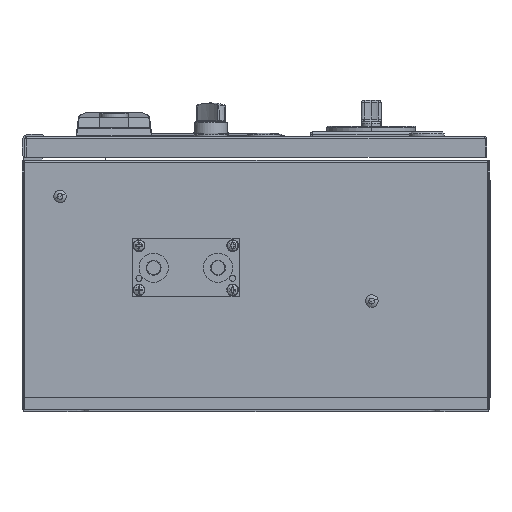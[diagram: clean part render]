
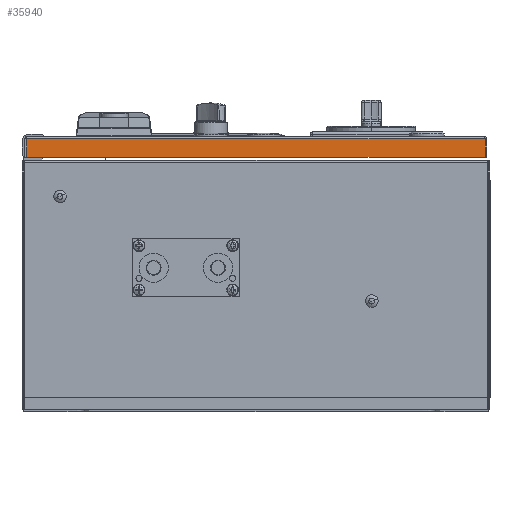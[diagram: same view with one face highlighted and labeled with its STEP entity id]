
A CAD part, front view. The second image highlights one B-rep face of the part: STEP entity #35940.
In plain terms, the highlighted planar face has unit normal (0, -1, 0).
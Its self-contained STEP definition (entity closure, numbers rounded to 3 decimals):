
#1034 = DIRECTION ( 'NONE',  ( 0., 0., -1. ) ) ;
#1387 = VECTOR ( 'NONE', #35969, 1000. ) ;
#1533 = VERTEX_POINT ( 'NONE', #6018 ) ;
#2106 = VECTOR ( 'NONE', #34061, 1000. ) ;
#2903 = VERTEX_POINT ( 'NONE', #37516 ) ;
#3285 = EDGE_CURVE ( 'NONE', #29408, #1533, #10943, .T. ) ;
#3443 = EDGE_CURVE ( 'NONE', #2903, #18443, #31371, .T. ) ;
#4872 = FACE_OUTER_BOUND ( 'NONE', #29526, .T. ) ;
#4929 = LINE ( 'NONE', #20350, #11804 ) ;
#5695 = VECTOR ( 'NONE', #1034, 1000. ) ;
#6018 = CARTESIAN_POINT ( 'NONE',  ( 395.829, 2.25, 233.1 ) ) ;
#7728 = ORIENTED_EDGE ( 'NONE', *, *, #3285, .F. ) ;
#10943 = LINE ( 'NONE', #14097, #1387 ) ;
#11804 = VECTOR ( 'NONE', #17633, 1000. ) ;
#14097 = CARTESIAN_POINT ( 'NONE',  ( 199.9, 2.25, 233.1 ) ) ;
#17171 = EDGE_CURVE ( 'NONE', #1533, #18443, #22515, .T. ) ;
#17633 = DIRECTION ( 'NONE',  ( 0., 0., -1. ) ) ;
#18443 = VERTEX_POINT ( 'NONE', #30807 ) ;
#20287 = DIRECTION ( 'NONE',  ( 0., 1., 0. ) ) ;
#20350 = CARTESIAN_POINT ( 'NONE',  ( 3.971, 2.25, 235.1 ) ) ;
#21349 = CARTESIAN_POINT ( 'NONE',  ( 395.9, 2.25, 217.6 ) ) ;
#22515 = LINE ( 'NONE', #29601, #5695 ) ;
#24033 = DIRECTION ( 'NONE',  ( 0., 0., 1. ) ) ;
#25261 = ORIENTED_EDGE ( 'NONE', *, *, #17171, .F. ) ;
#26563 = ORIENTED_EDGE ( 'NONE', *, *, #3443, .T. ) ;
#26958 = PLANE ( 'NONE',  #27466 ) ;
#27105 = ORIENTED_EDGE ( 'NONE', *, *, #38453, .T. ) ;
#27466 = AXIS2_PLACEMENT_3D ( 'NONE', #39655, #20287, #24033 ) ;
#28813 = CARTESIAN_POINT ( 'NONE',  ( 3.971, 2.25, 233.1 ) ) ;
#29408 = VERTEX_POINT ( 'NONE', #28813 ) ;
#29526 = EDGE_LOOP ( 'NONE', ( #25261, #7728, #27105, #26563 ) ) ;
#29601 = CARTESIAN_POINT ( 'NONE',  ( 395.829, 2.25, 235.1 ) ) ;
#30807 = CARTESIAN_POINT ( 'NONE',  ( 395.829, 2.25, 217.6 ) ) ;
#31371 = LINE ( 'NONE', #21349, #2106 ) ;
#34061 = DIRECTION ( 'NONE',  ( 1., 0., 0. ) ) ;
#35940 = ADVANCED_FACE ( 'NONE', ( #4872 ), #26958, .F. ) ;
#35969 = DIRECTION ( 'NONE',  ( 1., 0., 0. ) ) ;
#37516 = CARTESIAN_POINT ( 'NONE',  ( 3.971, 2.25, 217.6 ) ) ;
#38453 = EDGE_CURVE ( 'NONE', #29408, #2903, #4929, .T. ) ;
#39655 = CARTESIAN_POINT ( 'NONE',  ( 199.9, 2.25, 235.1 ) ) ;
